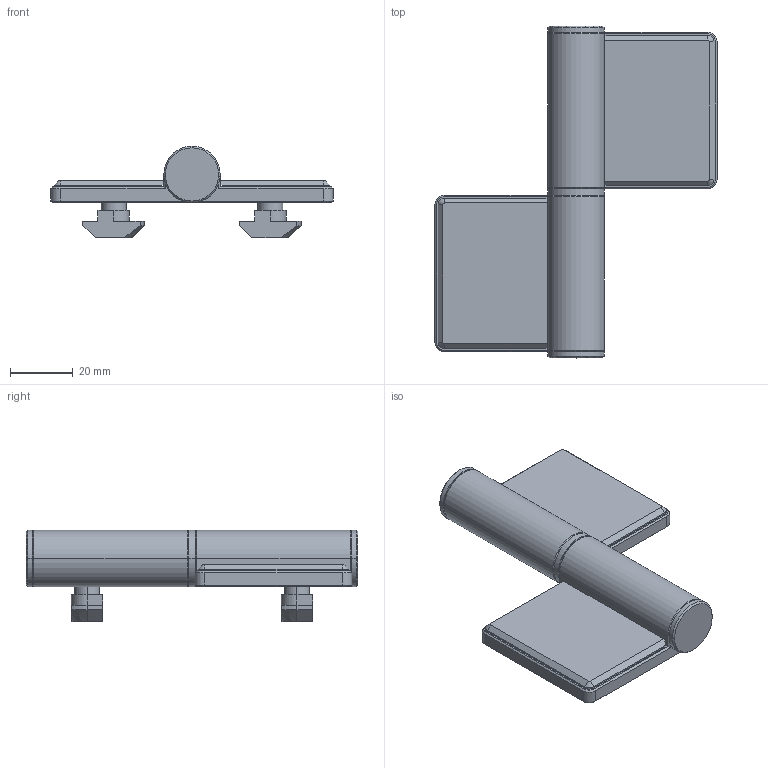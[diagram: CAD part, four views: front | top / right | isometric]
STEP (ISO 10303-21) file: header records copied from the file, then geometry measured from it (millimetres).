
FILE_DESCRIPTION(('STEP AP214'),'1');
FILE_NAME('cctmp_1F0E35AE-68FA-43B2-9970-6E2B140262D7_2022_11_24_16_00_25_0679_21652..stp','2022-11-24T15:00:25',('Bosch Rexroth AG'),('CADClick - www.CADClick.com'),'Spatial InterOp 3D',' ','unknown authorization - (Healing Option Enabled)');
FILE_SCHEMA(('AUTOMOTIVE_DESIGN'));
Length unit declared in the file: millimetre
Products named in the file (1): 2022_11_24_16_00_25_0679
Bounding box: 90 x 105.91 x 29.2 mm (x, y, z)
Volume: 50715.7 mm3; surface area: 20015.2 mm2
Topology: 1 solids, 4 shells, 210 faces, 496 edges, 300 vertices
Faces by surface type: plane 100, cylinder 58, cone 48, sphere 4
Entity records: 7752 total; most frequent: CARTESIAN_POINT 1139, DIRECTION 1080, ORIENTED_EDGE 984, EDGE_CURVE 492, AXIS2_PLACEMENT_3D 389, LINE 302, VECTOR 302, VERTEX_POINT 300
